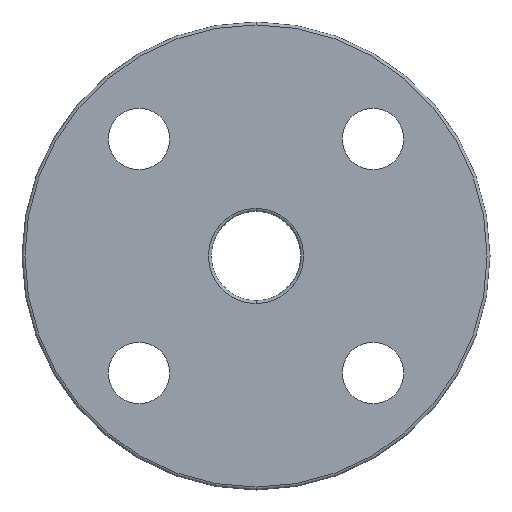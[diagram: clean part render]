
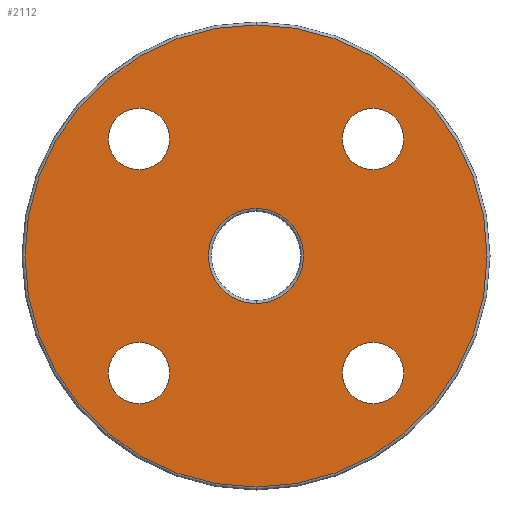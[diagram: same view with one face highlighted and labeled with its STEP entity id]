
A CAD part, front view. The second image highlights one B-rep face of the part: STEP entity #2112.
In plain terms, the highlighted planar face has unit normal (0, -1, 0).
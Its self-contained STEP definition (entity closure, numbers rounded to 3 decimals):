
#7 = DIRECTION ( 'NONE',  ( 0., 0., 1. ) ) ;
#11 = CARTESIAN_POINT ( 'NONE',  ( -8., 0., 10.1 ) ) ;
#19 = DIRECTION ( 'NONE',  ( 0., 0., 1. ) ) ;
#67 = CIRCLE ( 'NONE', #1770, 2.1 ) ;
#185 = DIRECTION ( 'NONE',  ( 0., 0., 1. ) ) ;
#190 = EDGE_LOOP ( 'NONE', ( #4342, #4178 ) ) ;
#193 = DIRECTION ( 'NONE',  ( 0., 1., 0. ) ) ;
#295 = ORIENTED_EDGE ( 'NONE', *, *, #2710, .T. ) ;
#379 = VERTEX_POINT ( 'NONE', #2164 ) ;
#391 = EDGE_CURVE ( 'NONE', #2704, #3603, #845, .T. ) ;
#413 = CARTESIAN_POINT ( 'NONE',  ( 0., 0., 0. ) ) ;
#416 = EDGE_CURVE ( 'NONE', #1050, #2637, #67, .T. ) ;
#437 = FACE_BOUND ( 'NONE', #1920, .T. ) ;
#510 = CARTESIAN_POINT ( 'NONE',  ( 0., 0., 15.8 ) ) ;
#524 = EDGE_CURVE ( 'NONE', #1457, #3031, #2051, .T. ) ;
#536 = DIRECTION ( 'NONE',  ( 0., 0., 1. ) ) ;
#604 = VERTEX_POINT ( 'NONE', #510 ) ;
#654 = AXIS2_PLACEMENT_3D ( 'NONE', #2136, #3457, #815 ) ;
#717 = CARTESIAN_POINT ( 'NONE',  ( 8., 0., -10.1 ) ) ;
#747 = CARTESIAN_POINT ( 'NONE',  ( 0., 0., 0. ) ) ;
#771 = FACE_BOUND ( 'NONE', #4375, .T. ) ;
#772 = DIRECTION ( 'NONE',  ( 0., 0., 1. ) ) ;
#774 = CIRCLE ( 'NONE', #3929, 2.1 ) ;
#815 = DIRECTION ( 'NONE',  ( 0., 0., 1. ) ) ;
#845 = CIRCLE ( 'NONE', #1984, 2.1 ) ;
#852 = ORIENTED_EDGE ( 'NONE', *, *, #1596, .T. ) ;
#890 = CIRCLE ( 'NONE', #3384, 2.1 ) ;
#1050 = VERTEX_POINT ( 'NONE', #2471 ) ;
#1055 = CARTESIAN_POINT ( 'NONE',  ( 0., 0., -15.8 ) ) ;
#1072 = EDGE_CURVE ( 'NONE', #604, #3907, #3783, .T. ) ;
#1135 = VERTEX_POINT ( 'NONE', #3414 ) ;
#1147 = FACE_BOUND ( 'NONE', #190, .T. ) ;
#1155 = CIRCLE ( 'NONE', #654, 2.1 ) ;
#1215 = CARTESIAN_POINT ( 'NONE',  ( -8., 0., -10.1 ) ) ;
#1289 = EDGE_CURVE ( 'NONE', #3031, #1457, #1489, .T. ) ;
#1302 = DIRECTION ( 'NONE',  ( 0., 0., 1. ) ) ;
#1411 = AXIS2_PLACEMENT_3D ( 'NONE', #1443, #2379, #19 ) ;
#1443 = CARTESIAN_POINT ( 'NONE',  ( 8., 0., -8. ) ) ;
#1457 = VERTEX_POINT ( 'NONE', #2940 ) ;
#1469 = DIRECTION ( 'NONE',  ( 0., -1., 0. ) ) ;
#1489 = CIRCLE ( 'NONE', #1411, 2.1 ) ;
#1490 = FACE_BOUND ( 'NONE', #3829, .T. ) ;
#1518 = CIRCLE ( 'NONE', #3881, 3.25 ) ;
#1541 = CARTESIAN_POINT ( 'NONE',  ( 8., 0., -8. ) ) ;
#1588 = AXIS2_PLACEMENT_3D ( 'NONE', #747, #1469, #772 ) ;
#1596 = EDGE_CURVE ( 'NONE', #2367, #379, #774, .T. ) ;
#1605 = AXIS2_PLACEMENT_3D ( 'NONE', #1854, #2172, #3542 ) ;
#1636 = ORIENTED_EDGE ( 'NONE', *, *, #1072, .T. ) ;
#1770 = AXIS2_PLACEMENT_3D ( 'NONE', #2205, #2858, #185 ) ;
#1833 = ORIENTED_EDGE ( 'NONE', *, *, #391, .T. ) ;
#1854 = CARTESIAN_POINT ( 'NONE',  ( 0., 0., 0. ) ) ;
#1855 = CARTESIAN_POINT ( 'NONE',  ( -8., 0., 8. ) ) ;
#1878 = DIRECTION ( 'NONE',  ( 0., 0., 1. ) ) ;
#1890 = DIRECTION ( 'NONE',  ( 0., 1., 0. ) ) ;
#1908 = CARTESIAN_POINT ( 'NONE',  ( 8., 0., 8. ) ) ;
#1920 = EDGE_LOOP ( 'NONE', ( #852, #4415 ) ) ;
#1940 = EDGE_CURVE ( 'NONE', #4424, #1135, #2653, .T. ) ;
#1969 = CARTESIAN_POINT ( 'NONE',  ( 0., 0., 0. ) ) ;
#1984 = AXIS2_PLACEMENT_3D ( 'NONE', #3555, #1890, #3263 ) ;
#2015 = DIRECTION ( 'NONE',  ( 0., 1., 0. ) ) ;
#2037 = CARTESIAN_POINT ( 'NONE',  ( -8., 0., -8. ) ) ;
#2051 = CIRCLE ( 'NONE', #3054, 2.1 ) ;
#2076 = EDGE_CURVE ( 'NONE', #379, #2367, #1155, .T. ) ;
#2112 = ADVANCED_FACE ( 'NONE', ( #1490, #2158, #1147, #771, #437, #3548 ), #2444, .F. ) ;
#2136 = CARTESIAN_POINT ( 'NONE',  ( -8., 0., -8. ) ) ;
#2158 = FACE_OUTER_BOUND ( 'NONE', #4317, .T. ) ;
#2164 = CARTESIAN_POINT ( 'NONE',  ( -8., 0., -5.9 ) ) ;
#2172 = DIRECTION ( 'NONE',  ( 0., -1., 0. ) ) ;
#2205 = CARTESIAN_POINT ( 'NONE',  ( 8., 0., 8. ) ) ;
#2241 = CARTESIAN_POINT ( 'NONE',  ( 0., 0., 3.25 ) ) ;
#2357 = EDGE_LOOP ( 'NONE', ( #3393, #2933 ) ) ;
#2367 = VERTEX_POINT ( 'NONE', #1215 ) ;
#2379 = DIRECTION ( 'NONE',  ( 0., 1., 0. ) ) ;
#2444 = PLANE ( 'NONE',  #4175 ) ;
#2470 = DIRECTION ( 'NONE',  ( 0., 1., 0. ) ) ;
#2471 = CARTESIAN_POINT ( 'NONE',  ( 8., 0., 5.9 ) ) ;
#2492 = DIRECTION ( 'NONE',  ( 0., 0., 1. ) ) ;
#2616 = CARTESIAN_POINT ( 'NONE',  ( 0., 0., 0. ) ) ;
#2637 = VERTEX_POINT ( 'NONE', #3360 ) ;
#2653 = CIRCLE ( 'NONE', #2724, 3.25 ) ;
#2704 = VERTEX_POINT ( 'NONE', #11 ) ;
#2710 = EDGE_CURVE ( 'NONE', #1135, #4424, #1518, .T. ) ;
#2724 = AXIS2_PLACEMENT_3D ( 'NONE', #2616, #4068, #2996 ) ;
#2729 = CARTESIAN_POINT ( 'NONE',  ( -8., 0., 5.9 ) ) ;
#2858 = DIRECTION ( 'NONE',  ( 0., 1., 0. ) ) ;
#2933 = ORIENTED_EDGE ( 'NONE', *, *, #524, .T. ) ;
#2940 = CARTESIAN_POINT ( 'NONE',  ( 8., 0., -5.9 ) ) ;
#2970 = ORIENTED_EDGE ( 'NONE', *, *, #3237, .T. ) ;
#2996 = DIRECTION ( 'NONE',  ( 0., 0., 1. ) ) ;
#3000 = DIRECTION ( 'NONE',  ( 0., 1., 0. ) ) ;
#3031 = VERTEX_POINT ( 'NONE', #717 ) ;
#3049 = DIRECTION ( 'NONE',  ( 0., 0., 1. ) ) ;
#3054 = AXIS2_PLACEMENT_3D ( 'NONE', #1541, #3947, #536 ) ;
#3237 = EDGE_CURVE ( 'NONE', #3907, #604, #4264, .T. ) ;
#3263 = DIRECTION ( 'NONE',  ( 0., 0., 1. ) ) ;
#3360 = CARTESIAN_POINT ( 'NONE',  ( 8., 0., 10.1 ) ) ;
#3384 = AXIS2_PLACEMENT_3D ( 'NONE', #1855, #193, #1878 ) ;
#3393 = ORIENTED_EDGE ( 'NONE', *, *, #1289, .T. ) ;
#3414 = CARTESIAN_POINT ( 'NONE',  ( 0., 0., -3.25 ) ) ;
#3457 = DIRECTION ( 'NONE',  ( 0., 1., 0. ) ) ;
#3542 = DIRECTION ( 'NONE',  ( 0., 0., 1. ) ) ;
#3548 = FACE_BOUND ( 'NONE', #2357, .T. ) ;
#3555 = CARTESIAN_POINT ( 'NONE',  ( -8., 0., 8. ) ) ;
#3603 = VERTEX_POINT ( 'NONE', #2729 ) ;
#3604 = CIRCLE ( 'NONE', #3978, 2.1 ) ;
#3783 = CIRCLE ( 'NONE', #1588, 15.8 ) ;
#3807 = EDGE_CURVE ( 'NONE', #2637, #1050, #3604, .T. ) ;
#3829 = EDGE_LOOP ( 'NONE', ( #4132, #295 ) ) ;
#3881 = AXIS2_PLACEMENT_3D ( 'NONE', #1969, #2015, #1302 ) ;
#3907 = VERTEX_POINT ( 'NONE', #1055 ) ;
#3929 = AXIS2_PLACEMENT_3D ( 'NONE', #2037, #3000, #7 ) ;
#3947 = DIRECTION ( 'NONE',  ( 0., 1., 0. ) ) ;
#3978 = AXIS2_PLACEMENT_3D ( 'NONE', #1908, #4370, #3049 ) ;
#4015 = EDGE_CURVE ( 'NONE', #3603, #2704, #890, .T. ) ;
#4068 = DIRECTION ( 'NONE',  ( 0., 1., 0. ) ) ;
#4132 = ORIENTED_EDGE ( 'NONE', *, *, #1940, .T. ) ;
#4175 = AXIS2_PLACEMENT_3D ( 'NONE', #413, #2470, #2492 ) ;
#4178 = ORIENTED_EDGE ( 'NONE', *, *, #3807, .T. ) ;
#4264 = CIRCLE ( 'NONE', #1605, 15.8 ) ;
#4274 = ORIENTED_EDGE ( 'NONE', *, *, #4015, .T. ) ;
#4317 = EDGE_LOOP ( 'NONE', ( #1636, #2970 ) ) ;
#4342 = ORIENTED_EDGE ( 'NONE', *, *, #416, .T. ) ;
#4370 = DIRECTION ( 'NONE',  ( 0., 1., 0. ) ) ;
#4375 = EDGE_LOOP ( 'NONE', ( #4274, #1833 ) ) ;
#4415 = ORIENTED_EDGE ( 'NONE', *, *, #2076, .T. ) ;
#4424 = VERTEX_POINT ( 'NONE', #2241 ) ;
